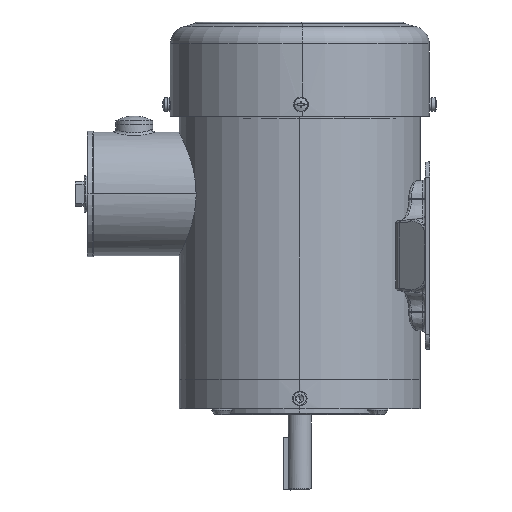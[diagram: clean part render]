
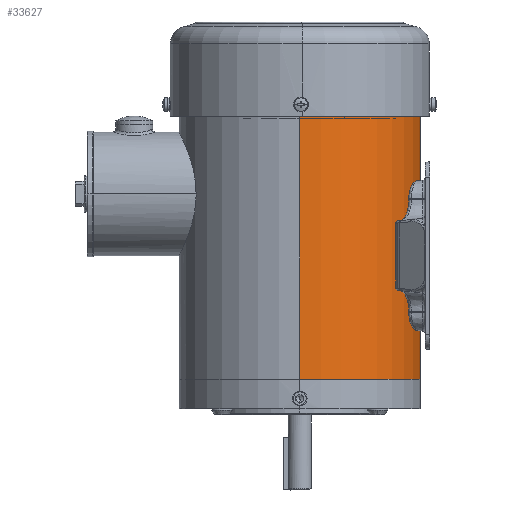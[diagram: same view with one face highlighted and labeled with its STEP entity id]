
A CAD part, left-side view. The second image highlights one B-rep face of the part: STEP entity #33627.
In plain terms, the highlighted cylindrical face has radius 82 mm (diameter 164 mm), a partial arc.
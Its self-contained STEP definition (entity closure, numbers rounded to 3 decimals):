
#179 = DIRECTION ( 'NONE',  ( 1., 0., 0. ) ) ;
#363 = VERTEX_POINT ( 'NONE', #3822 ) ;
#3822 = CARTESIAN_POINT ( 'NONE',  ( -82., 0., 0. ) ) ;
#11067 = LINE ( 'NONE', #52727, #58407 ) ;
#11083 = DIRECTION ( 'NONE',  ( 0., 0., -1. ) ) ;
#11546 = ORIENTED_EDGE ( 'NONE', *, *, #16503, .F. ) ;
#11860 = ORIENTED_EDGE ( 'NONE', *, *, #40896, .T. ) ;
#12068 = FACE_OUTER_BOUND ( 'NONE', #16335, .T. ) ;
#15892 = CARTESIAN_POINT ( 'NONE',  ( 0., 0., 180. ) ) ;
#16335 = EDGE_LOOP ( 'NONE', ( #30388, #11546, #41218, #11860 ) ) ;
#16503 = EDGE_CURVE ( 'NONE', #30898, #33340, #21914, .T. ) ;
#16670 = CIRCLE ( 'NONE', #30573, 82. ) ;
#17590 = CARTESIAN_POINT ( 'NONE',  ( 82., 0., 180. ) ) ;
#19179 = CARTESIAN_POINT ( 'NONE',  ( 0., 0., 180. ) ) ;
#21502 = AXIS2_PLACEMENT_3D ( 'NONE', #15892, #11083, #48906 ) ;
#21914 = CIRCLE ( 'NONE', #48808, 82. ) ;
#23220 = CYLINDRICAL_SURFACE ( 'NONE', #21502, 82. ) ;
#23938 = DIRECTION ( 'NONE',  ( 1., 0., 0. ) ) ;
#25650 = EDGE_CURVE ( 'NONE', #33340, #40591, #56536, .T. ) ;
#28589 = DIRECTION ( 'NONE',  ( 0., 0., 1. ) ) ;
#30388 = ORIENTED_EDGE ( 'NONE', *, *, #25650, .F. ) ;
#30573 = AXIS2_PLACEMENT_3D ( 'NONE', #56828, #28589, #179 ) ;
#30898 = VERTEX_POINT ( 'NONE', #39694 ) ;
#33340 = VERTEX_POINT ( 'NONE', #51234 ) ;
#33627 = ADVANCED_FACE ( 'NONE', ( #12068 ), #23220, .T. ) ;
#35919 = EDGE_CURVE ( 'NONE', #30898, #363, #11067, .T. ) ;
#39694 = CARTESIAN_POINT ( 'NONE',  ( -82., 0., 180. ) ) ;
#40591 = VERTEX_POINT ( 'NONE', #47556 ) ;
#40896 = EDGE_CURVE ( 'NONE', #363, #40591, #16670, .T. ) ;
#41218 = ORIENTED_EDGE ( 'NONE', *, *, #35919, .T. ) ;
#47556 = CARTESIAN_POINT ( 'NONE',  ( 82., 0., 0. ) ) ;
#48808 = AXIS2_PLACEMENT_3D ( 'NONE', #19179, #52188, #23938 ) ;
#48906 = DIRECTION ( 'NONE',  ( -1., 0., 0. ) ) ;
#51234 = CARTESIAN_POINT ( 'NONE',  ( 82., 0., 180. ) ) ;
#52188 = DIRECTION ( 'NONE',  ( 0., 0., 1. ) ) ;
#52727 = CARTESIAN_POINT ( 'NONE',  ( -82., 0., 180. ) ) ;
#55357 = DIRECTION ( 'NONE',  ( 0., 0., -1. ) ) ;
#56536 = LINE ( 'NONE', #17590, #58054 ) ;
#56828 = CARTESIAN_POINT ( 'NONE',  ( 0., 0., 0. ) ) ;
#57476 = DIRECTION ( 'NONE',  ( 0., 0., -1. ) ) ;
#58054 = VECTOR ( 'NONE', #55357, 1000. ) ;
#58407 = VECTOR ( 'NONE', #57476, 1000. ) ;
